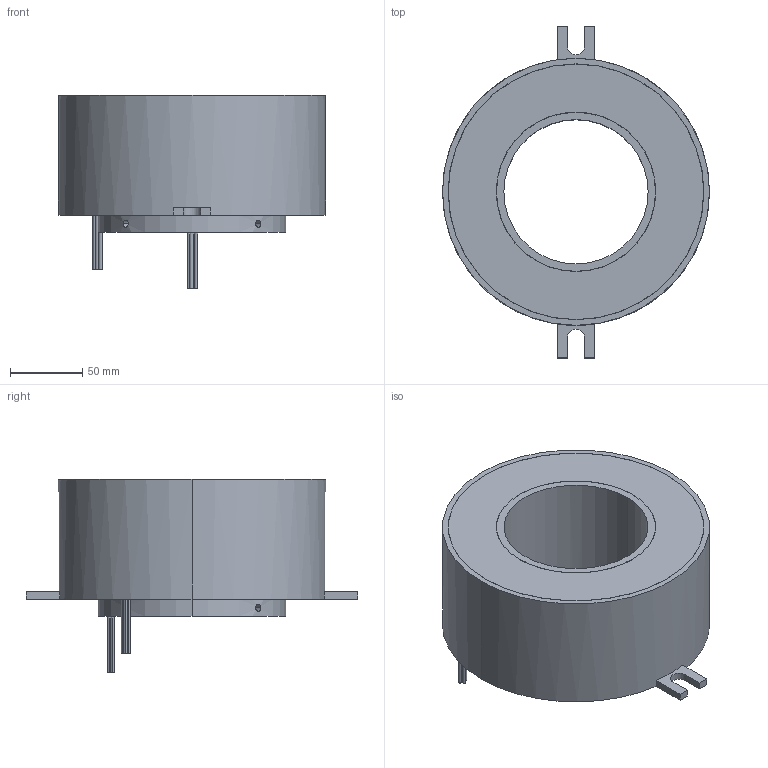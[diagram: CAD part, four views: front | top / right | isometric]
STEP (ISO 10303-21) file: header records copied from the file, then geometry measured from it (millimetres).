
FILE_DESCRIPTION (( 'STEP AP203' ), '1' );
FILE_NAME ('MT100185-P1210.STEP', '2021-01-22T00:56:26', ( '微软用户' ), ( '微软中国' ), 'SwSTEP 2.0', 'SolidWorks 2014', '' );
FILE_SCHEMA (( 'CONFIG_CONTROL_DESIGN' ));
Length unit declared in the file: millimetre
Products named in the file (1): MT100185-P1210
Bounding box: 185 x 230 x 134 mm (x, y, z)
Volume: 1646218.9 mm3; surface area: 139826 mm2
Topology: 1 solids, 1 shells, 139 faces, 335 edges, 212 vertices
Faces by surface type: cylinder 70, plane 51, cone 18
Entity records: 4582 total; most frequent: CARTESIAN_POINT 1175, DIRECTION 735, ORIENTED_EDGE 654, EDGE_CURVE 327, AXIS2_PLACEMENT_3D 284, VERTEX_POINT 212, EDGE_LOOP 171, LINE 167
